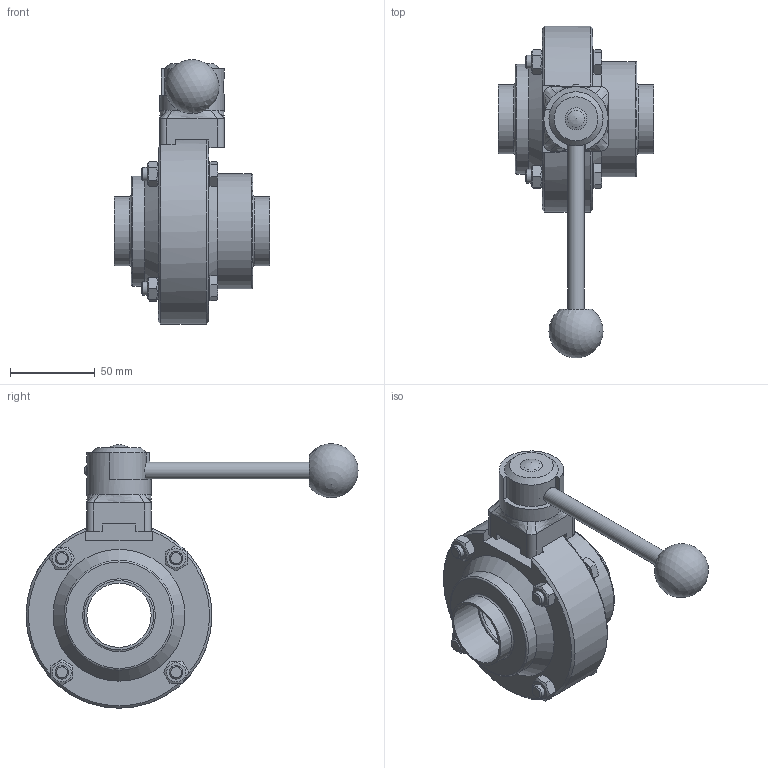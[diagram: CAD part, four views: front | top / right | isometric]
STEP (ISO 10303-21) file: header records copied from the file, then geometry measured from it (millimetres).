
FILE_DESCRIPTION((''),'2;1');
FILE_NAME('69322040XX00.stp','2014-07-23T13:10:27',('hehmen'),(''),'Autodesk Inventor 2011','Autodesk Inventor 2011','');
FILE_SCHEMA(('AUTOMOTIVE_DESIGN { 1 0 10303 214 1 1 1 1 }'));
Length unit declared in the file: millimetre
Products named in the file (1): 69322040XX00
Bounding box: 92 x 196.36 x 156.42 mm (x, y, z)
Volume: 411507.7 mm3; surface area: 111432.9 mm2
Topology: 1 solids, 14 shells, 357 faces, 872 edges, 550 vertices
Faces by surface type: plane 163, cylinder 78, cone 51, bspline 35, torus 24, sphere 6
Full cylindrical faces by diameter (mm): 5.5 x1, 6.2 x1, 7 x1, 8 x8, 8.376 x1, 8.5 x4, 8.8 x2, 9 x2, 9.8 x1, 10 x1, 10.5 x1, 11.63 x4, 13.8 x1, 14 x1, 15.3 x1, 20.2 x1, 38 x4, 40 x2, 40.1 x2, 41 x2, 47 x2, 57 x6, 61.6 x2, 65 x2, 68 x2, 73.9 x1, 74 x1, 110 x1
Entity records: 11962 total; most frequent: CARTESIAN_POINT 4277, DIRECTION 1438, ORIENTED_EDGE 1394, EDGE_CURVE 697, AXIS2_PLACEMENT_3D 600, EDGE_LOOP 536, VERTEX_POINT 497, STYLED_ITEM 358
